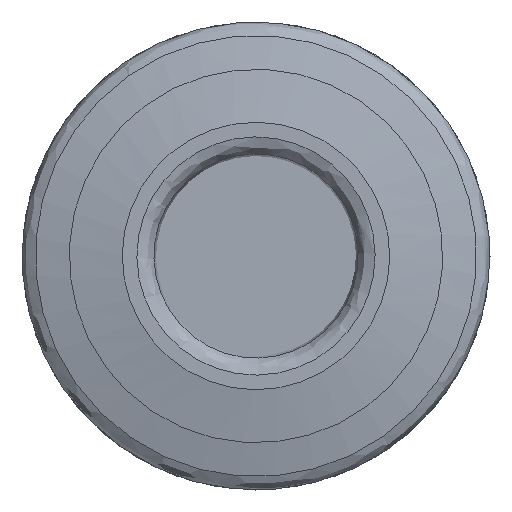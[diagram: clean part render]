
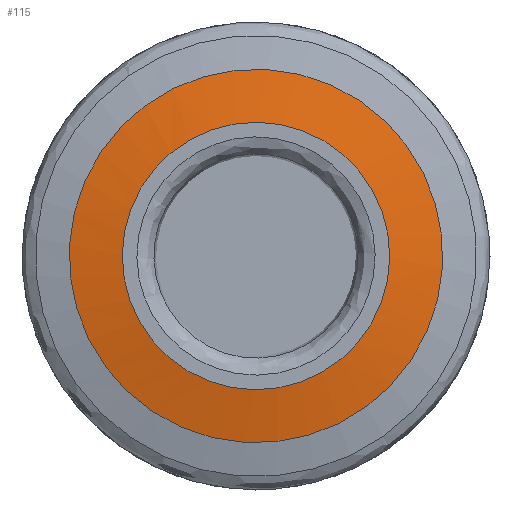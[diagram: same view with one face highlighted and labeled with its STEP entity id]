
A CAD part, left-side view. The second image highlights one B-rep face of the part: STEP entity #115.
In plain terms, the highlighted free-form (B-spline) face has degree [1, 3] with [2, 7] control points.
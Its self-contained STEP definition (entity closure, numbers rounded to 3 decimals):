
#115=ADVANCED_FACE('',(#162),#147,.F.);
#147=(
BOUNDED_SURFACE()
B_SPLINE_SURFACE(1,3,((#787,#788,#789,#790,#791,#792,#793),(#794,#795,#796,
#797,#798,#799,#800)),.UNSPECIFIED.,.F.,.T.,.F.)
B_SPLINE_SURFACE_WITH_KNOTS((2,2),(1,3,3,3,1),(0.,1.),(-0.5,0.,0.5,1.,1.5),
 .UNSPECIFIED.)
GEOMETRIC_REPRESENTATION_ITEM()
RATIONAL_B_SPLINE_SURFACE(((1.,0.333,0.333,1.,0.333,
0.333,1.),(1.,0.333,0.333,1.,0.333,
0.333,1.)))
REPRESENTATION_ITEM('')
SURFACE()
);
#162=FACE_OUTER_BOUND('',#180,.T.);
#180=EDGE_LOOP('',(#288,#289,#290,#291));
#230=CIRCLE('',#467,9.144);
#231=CIRCLE('',#469,12.772);
#288=ORIENTED_EDGE('',*,*,#401,.T.);
#289=ORIENTED_EDGE('',*,*,#402,.F.);
#290=ORIENTED_EDGE('',*,*,#401,.F.);
#291=ORIENTED_EDGE('',*,*,#400,.T.);
#360=VERTEX_POINT('',#781);
#361=VERTEX_POINT('',#785);
#400=EDGE_CURVE('',#360,#360,#230,.T.);
#401=EDGE_CURVE('',#360,#361,#438,.T.);
#402=EDGE_CURVE('',#361,#361,#231,.T.);
#438=LINE('',#784,#450);
#450=VECTOR('',#541,1.);
#467=AXIS2_PLACEMENT_3D('',#782,#537,#538);
#469=AXIS2_PLACEMENT_3D('',#786,#542,#543);
#537=DIRECTION('',(1.,0.,0.));
#538=DIRECTION('',(0.,-0.986,0.164));
#541=DIRECTION('',(0.173,-0.985,-0.018));
#542=DIRECTION('',(1.,0.,0.));
#543=DIRECTION('',(0.,-0.994,0.112));
#781=CARTESIAN_POINT('',(0.,-9.02,1.5));
#782=CARTESIAN_POINT('',(0.,0.,0.));
#784=CARTESIAN_POINT('',(0.,-9.02,1.5));
#785=CARTESIAN_POINT('',(0.644,-12.691,1.432));
#786=CARTESIAN_POINT('',(0.644,0.,0.));
#787=CARTESIAN_POINT('',(0.,-9.02,1.5));
#788=CARTESIAN_POINT('',(0.,-12.02,-16.539));
#789=CARTESIAN_POINT('',(0.,6.02,-19.539));
#790=CARTESIAN_POINT('',(0.,9.02,-1.5));
#791=CARTESIAN_POINT('',(0.,12.02,16.539));
#792=CARTESIAN_POINT('',(0.,-6.02,19.539));
#793=CARTESIAN_POINT('',(0.,-9.02,1.5));
#794=CARTESIAN_POINT('',(0.644,-12.691,1.432));
#795=CARTESIAN_POINT('',(0.644,-15.556,-23.95));
#796=CARTESIAN_POINT('',(0.644,9.827,-26.815));
#797=CARTESIAN_POINT('',(0.644,12.691,-1.432));
#798=CARTESIAN_POINT('',(0.644,15.556,23.95));
#799=CARTESIAN_POINT('',(0.644,-9.827,26.815));
#800=CARTESIAN_POINT('',(0.644,-12.691,1.432));
